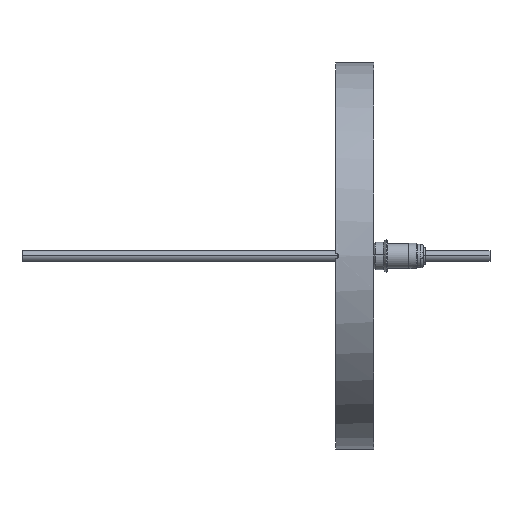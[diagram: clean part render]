
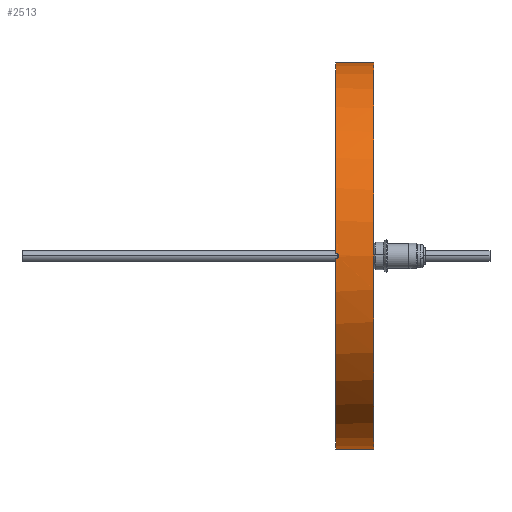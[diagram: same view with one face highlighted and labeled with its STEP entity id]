
A CAD part, left-side view. The second image highlights one B-rep face of the part: STEP entity #2513.
In plain terms, the highlighted cylindrical face has radius 76 mm (diameter 152 mm), a partial arc.
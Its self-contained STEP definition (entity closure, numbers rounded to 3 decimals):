
#260 = VECTOR ( 'NONE', #2465, 1000. ) ;
#303 = EDGE_CURVE ( 'NONE', #2991, #2032, #861, .T. ) ;
#319 = CARTESIAN_POINT ( 'NONE',  ( -75.998, -0.874, 0.503 ) ) ;
#400 = EDGE_CURVE ( 'NONE', #1328, #1555, #1795, .T. ) ;
#459 = EDGE_LOOP ( 'NONE', ( #2160, #3665, #1443, #4305, #3032, #2661 ) ) ;
#550 = CIRCLE ( 'NONE', #3413, 76. ) ;
#640 = CARTESIAN_POINT ( 'NONE',  ( -76., -1., 0.131 ) ) ;
#671 = EDGE_CURVE ( 'NONE', #2310, #2991, #550, .T. ) ;
#682 = EDGE_CURVE ( 'NONE', #2679, #2032, #4283, .T. ) ;
#707 = CARTESIAN_POINT ( 'NONE',  ( 0., -15., -76. ) ) ;
#712 = CARTESIAN_POINT ( 'NONE',  ( 0., -15., 0. ) ) ;
#838 = DIRECTION ( 'NONE',  ( 0., 1., 0. ) ) ;
#861 = LINE ( 'NONE', #2487, #260 ) ;
#921 = LINE ( 'NONE', #3394, #4182 ) ;
#949 = CARTESIAN_POINT ( 'NONE',  ( 0., 0., 76. ) ) ;
#965 = CARTESIAN_POINT ( 'NONE',  ( -76., -0.974, -0.261 ) ) ;
#1050 = CYLINDRICAL_SURFACE ( 'NONE', #2863, 76. ) ;
#1149 = EDGE_CURVE ( 'NONE', #2310, #1328, #921, .T. ) ;
#1322 = CARTESIAN_POINT ( 'NONE',  ( -75.993, 0., 1. ) ) ;
#1328 = VERTEX_POINT ( 'NONE', #3089 ) ;
#1338 = CARTESIAN_POINT ( 'NONE',  ( -75.998, -0.801, -0.613 ) ) ;
#1339 = B_SPLINE_CURVE_WITH_KNOTS ( 'NONE', 3,
 ( #1322, #1679, #4037, #2016, #4383, #2354, #319, #2684, #640, #3025, #965, #3355, #1338, #3706, #1692, #4052 ),
 .UNSPECIFIED., .F., .F.,
 ( 4, 2, 2, 2, 2, 2, 2, 4 ),
 ( 0., 0., 0.001, 0.001, 0.002, 0.002, 0.002, 0.003 ),
 .UNSPECIFIED. ) ;
#1430 = DIRECTION ( 'NONE',  ( 0., 0., 1. ) ) ;
#1443 = ORIENTED_EDGE ( 'NONE', *, *, #303, .T. ) ;
#1555 = VERTEX_POINT ( 'NONE', #3327 ) ;
#1679 = CARTESIAN_POINT ( 'NONE',  ( -75.993, -0.132, 1. ) ) ;
#1692 = CARTESIAN_POINT ( 'NONE',  ( -75.993, -0.264, -1. ) ) ;
#1785 = DIRECTION ( 'NONE',  ( 0., 1., 0. ) ) ;
#1795 = CIRCLE ( 'NONE', #2277, 76. ) ;
#1926 = CARTESIAN_POINT ( 'NONE',  ( -75.993, 0., 1. ) ) ;
#2016 = CARTESIAN_POINT ( 'NONE',  ( -75.995, -0.504, 0.874 ) ) ;
#2032 = VERTEX_POINT ( 'NONE', #949 ) ;
#2043 = EDGE_CURVE ( 'NONE', #2679, #1555, #1339, .T. ) ;
#2130 = CARTESIAN_POINT ( 'NONE',  ( 0., 0., 0. ) ) ;
#2160 = ORIENTED_EDGE ( 'NONE', *, *, #1149, .F. ) ;
#2226 = CARTESIAN_POINT ( 'NONE',  ( 0., -15., 0. ) ) ;
#2277 = AXIS2_PLACEMENT_3D ( 'NONE', #3048, #3052, #3056 ) ;
#2310 = VERTEX_POINT ( 'NONE', #707 ) ;
#2354 = CARTESIAN_POINT ( 'NONE',  ( -75.998, -0.799, 0.615 ) ) ;
#2465 = DIRECTION ( 'NONE',  ( 0., 1., 0. ) ) ;
#2487 = CARTESIAN_POINT ( 'NONE',  ( 0., -15., 76. ) ) ;
#2513 = ADVANCED_FACE ( 'NONE', ( #2659 ), #1050, .T. ) ;
#2563 = DIRECTION ( 'NONE',  ( 0., 1., 0. ) ) ;
#2659 = FACE_OUTER_BOUND ( 'NONE', #459, .T. ) ;
#2661 = ORIENTED_EDGE ( 'NONE', *, *, #400, .F. ) ;
#2679 = VERTEX_POINT ( 'NONE', #1926 ) ;
#2684 = CARTESIAN_POINT ( 'NONE',  ( -76., -0.974, 0.263 ) ) ;
#2863 = AXIS2_PLACEMENT_3D ( 'NONE', #2226, #838, #2899 ) ;
#2899 = DIRECTION ( 'NONE',  ( 0., 0., 1. ) ) ;
#2991 = VERTEX_POINT ( 'NONE', #3485 ) ;
#3025 = CARTESIAN_POINT ( 'NONE',  ( -76., -1., -0.13 ) ) ;
#3032 = ORIENTED_EDGE ( 'NONE', *, *, #2043, .T. ) ;
#3048 = CARTESIAN_POINT ( 'NONE',  ( 0., 0., 0. ) ) ;
#3052 = DIRECTION ( 'NONE',  ( 0., 1., 0. ) ) ;
#3056 = DIRECTION ( 'NONE',  ( 0., 0., 1. ) ) ;
#3089 = CARTESIAN_POINT ( 'NONE',  ( 0., 0., -76. ) ) ;
#3327 = CARTESIAN_POINT ( 'NONE',  ( -75.993, 0., -1. ) ) ;
#3355 = CARTESIAN_POINT ( 'NONE',  ( -75.998, -0.874, -0.503 ) ) ;
#3394 = CARTESIAN_POINT ( 'NONE',  ( 0., -15., -76. ) ) ;
#3412 = DIRECTION ( 'NONE',  ( 0., 1., 0. ) ) ;
#3413 = AXIS2_PLACEMENT_3D ( 'NONE', #712, #2563, #4135 ) ;
#3433 = AXIS2_PLACEMENT_3D ( 'NONE', #2130, #1785, #1430 ) ;
#3485 = CARTESIAN_POINT ( 'NONE',  ( 0., -15., 76. ) ) ;
#3665 = ORIENTED_EDGE ( 'NONE', *, *, #671, .T. ) ;
#3706 = CARTESIAN_POINT ( 'NONE',  ( -75.995, -0.521, -0.893 ) ) ;
#4037 = CARTESIAN_POINT ( 'NONE',  ( -75.994, -0.262, 0.974 ) ) ;
#4052 = CARTESIAN_POINT ( 'NONE',  ( -75.993, 0., -1. ) ) ;
#4135 = DIRECTION ( 'NONE',  ( 0., 0., 1. ) ) ;
#4182 = VECTOR ( 'NONE', #3412, 1000. ) ;
#4283 = CIRCLE ( 'NONE', #3433, 76. ) ;
#4305 = ORIENTED_EDGE ( 'NONE', *, *, #682, .F. ) ;
#4383 = CARTESIAN_POINT ( 'NONE',  ( -75.996, -0.615, 0.799 ) ) ;
